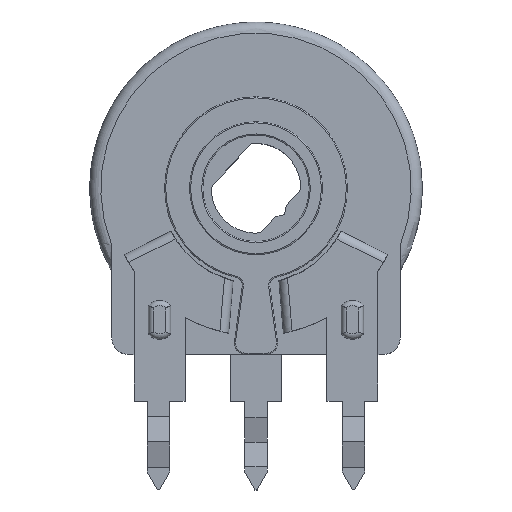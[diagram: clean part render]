
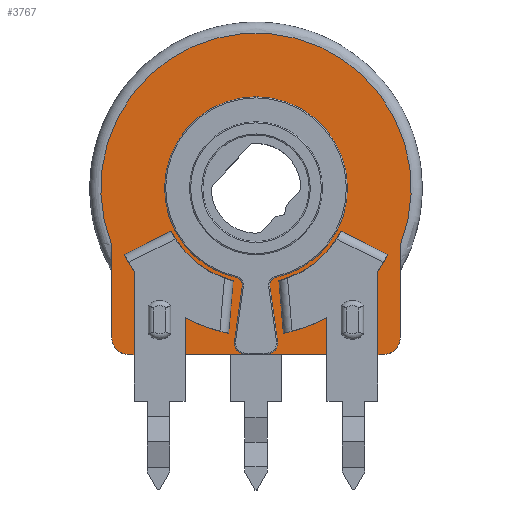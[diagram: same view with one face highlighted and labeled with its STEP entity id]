
A CAD part, top view. The second image highlights one B-rep face of the part: STEP entity #3767.
In plain terms, the highlighted planar face has unit normal (0, 0, 1).
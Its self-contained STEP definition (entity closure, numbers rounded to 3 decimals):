
#183=LINE('',#5094,#455);
#191=LINE('',#5112,#463);
#196=LINE('',#5123,#468);
#198=LINE('',#5127,#470);
#221=LINE('',#5204,#493);
#222=LINE('',#5218,#494);
#223=LINE('',#5234,#495);
#224=LINE('',#5248,#496);
#225=LINE('',#5252,#497);
#227=LINE('',#5255,#499);
#228=LINE('',#5257,#500);
#230=LINE('',#5259,#502);
#236=LINE('',#5283,#508);
#237=LINE('',#5291,#509);
#238=LINE('',#5296,#510);
#239=LINE('',#5300,#511);
#455=VECTOR('',#4275,1000.);
#463=VECTOR('',#4285,1000.);
#468=VECTOR('',#4292,1000.);
#470=VECTOR('',#4296,1000.);
#493=VECTOR('',#4349,1000.);
#494=VECTOR('',#4356,1000.);
#495=VECTOR('',#4367,1000.);
#496=VECTOR('',#4374,1000.);
#497=VECTOR('',#4381,1000.);
#499=VECTOR('',#4383,1000.);
#500=VECTOR('',#4384,1000.);
#502=VECTOR('',#4386,1000.);
#508=VECTOR('',#4410,1000.);
#509=VECTOR('',#4417,1000.);
#510=VECTOR('',#4422,1000.);
#511=VECTOR('',#4425,1000.);
#894=ORIENTED_EDGE('',*,*,#1547,.T.);
#895=ORIENTED_EDGE('',*,*,#1608,.T.);
#896=ORIENTED_EDGE('',*,*,#1620,.T.);
#897=ORIENTED_EDGE('',*,*,#1621,.T.);
#898=ORIENTED_EDGE('',*,*,#1622,.F.);
#899=ORIENTED_EDGE('',*,*,#1623,.T.);
#900=ORIENTED_EDGE('',*,*,#1624,.F.);
#901=ORIENTED_EDGE('',*,*,#1625,.T.);
#902=ORIENTED_EDGE('',*,*,#1626,.F.);
#903=ORIENTED_EDGE('',*,*,#1627,.T.);
#904=ORIENTED_EDGE('',*,*,#1628,.F.);
#905=ORIENTED_EDGE('',*,*,#1607,.F.);
#906=ORIENTED_EDGE('',*,*,#1554,.T.);
#907=ORIENTED_EDGE('',*,*,#1604,.T.);
#908=ORIENTED_EDGE('',*,*,#1603,.T.);
#909=ORIENTED_EDGE('',*,*,#1600,.T.);
#910=ORIENTED_EDGE('',*,*,#1599,.T.);
#911=ORIENTED_EDGE('',*,*,#1596,.T.);
#912=ORIENTED_EDGE('',*,*,#1552,.T.);
#913=ORIENTED_EDGE('',*,*,#1605,.F.);
#914=ORIENTED_EDGE('',*,*,#1614,.F.);
#915=ORIENTED_EDGE('',*,*,#1629,.F.);
#916=ORIENTED_EDGE('',*,*,#1630,.T.);
#917=ORIENTED_EDGE('',*,*,#1631,.T.);
#918=ORIENTED_EDGE('',*,*,#1617,.T.);
#919=ORIENTED_EDGE('',*,*,#1610,.T.);
#920=ORIENTED_EDGE('',*,*,#1539,.T.);
#921=ORIENTED_EDGE('',*,*,#1595,.T.);
#922=ORIENTED_EDGE('',*,*,#1594,.T.);
#923=ORIENTED_EDGE('',*,*,#1591,.T.);
#924=ORIENTED_EDGE('',*,*,#1590,.T.);
#925=ORIENTED_EDGE('',*,*,#1587,.T.);
#1539=EDGE_CURVE('',#1920,#1921,#183,.T.);
#1547=EDGE_CURVE('',#1929,#1928,#191,.T.);
#1552=EDGE_CURVE('',#1934,#1933,#196,.T.);
#1554=EDGE_CURVE('',#1935,#1936,#198,.T.);
#1587=EDGE_CURVE('',#1964,#1929,#2140,.T.);
#1590=EDGE_CURVE('',#1965,#1964,#221,.T.);
#1591=EDGE_CURVE('',#1966,#1965,#2141,.T.);
#1594=EDGE_CURVE('',#1967,#1966,#222,.T.);
#1595=EDGE_CURVE('',#1921,#1967,#2142,.T.);
#1596=EDGE_CURVE('',#1968,#1934,#2143,.T.);
#1599=EDGE_CURVE('',#1969,#1968,#223,.T.);
#1600=EDGE_CURVE('',#1970,#1969,#2144,.T.);
#1603=EDGE_CURVE('',#1971,#1970,#224,.T.);
#1604=EDGE_CURVE('',#1936,#1971,#2145,.T.);
#1605=EDGE_CURVE('',#1972,#1933,#225,.T.);
#1607=EDGE_CURVE('',#1935,#1973,#227,.T.);
#1608=EDGE_CURVE('',#1928,#1973,#228,.T.);
#1610=EDGE_CURVE('',#1974,#1920,#230,.T.);
#1614=EDGE_CURVE('',#1977,#1972,#2146,.T.);
#1617=EDGE_CURVE('',#1979,#1974,#2148,.T.);
#1620=EDGE_CURVE('',#1973,#1981,#2150,.T.);
#1621=EDGE_CURVE('',#1981,#1982,#2151,.F.);
#1622=EDGE_CURVE('',#1983,#1982,#236,.T.);
#1623=EDGE_CURVE('',#1983,#1984,#2152,.T.);
#1624=EDGE_CURVE('',#1985,#1984,#2153,.T.);
#1625=EDGE_CURVE('',#1985,#1986,#2154,.T.);
#1626=EDGE_CURVE('',#1987,#1986,#237,.T.);
#1627=EDGE_CURVE('',#1987,#1988,#2155,.F.);
#1628=EDGE_CURVE('',#1973,#1988,#2156,.T.);
#1629=EDGE_CURVE('',#1989,#1977,#238,.T.);
#1630=EDGE_CURVE('',#1989,#1990,#2157,.T.);
#1631=EDGE_CURVE('',#1990,#1979,#239,.T.);
#1920=VERTEX_POINT('',#5095);
#1921=VERTEX_POINT('',#5096);
#1928=VERTEX_POINT('',#5111);
#1929=VERTEX_POINT('',#5113);
#1933=VERTEX_POINT('',#5122);
#1934=VERTEX_POINT('',#5124);
#1935=VERTEX_POINT('',#5128);
#1936=VERTEX_POINT('',#5129);
#1964=VERTEX_POINT('',#5193);
#1965=VERTEX_POINT('',#5203);
#1966=VERTEX_POINT('',#5207);
#1967=VERTEX_POINT('',#5217);
#1968=VERTEX_POINT('',#5223);
#1969=VERTEX_POINT('',#5233);
#1970=VERTEX_POINT('',#5237);
#1971=VERTEX_POINT('',#5247);
#1972=VERTEX_POINT('',#5253);
#1973=VERTEX_POINT('',#5256);
#1974=VERTEX_POINT('',#5260);
#1977=VERTEX_POINT('',#5268);
#1979=VERTEX_POINT('',#5274);
#1981=VERTEX_POINT('',#5280);
#1982=VERTEX_POINT('',#5282);
#1983=VERTEX_POINT('',#5284);
#1984=VERTEX_POINT('',#5286);
#1985=VERTEX_POINT('',#5288);
#1986=VERTEX_POINT('',#5290);
#1987=VERTEX_POINT('',#5292);
#1988=VERTEX_POINT('',#5294);
#1989=VERTEX_POINT('',#5297);
#1990=VERTEX_POINT('',#5299);
#2140=CIRCLE('',#3931,6.65);
#2141=CIRCLE('',#3934,4.3);
#2142=CIRCLE('',#3937,6.65);
#2143=CIRCLE('',#3939,6.65);
#2144=CIRCLE('',#3942,4.3);
#2145=CIRCLE('',#3945,6.65);
#2146=CIRCLE('',#3948,0.75);
#2148=CIRCLE('',#3951,0.75);
#2150=CIRCLE('',#3954,7.5);
#2151=CIRCLE('',#3955,0.5);
#2152=CIRCLE('',#3956,0.35);
#2153=CIRCLE('',#3957,4.125);
#2154=CIRCLE('',#3958,0.35);
#2155=CIRCLE('',#3959,0.5);
#2156=CIRCLE('',#3960,7.5);
#2157=CIRCLE('',#3961,7.);
#2269=EDGE_LOOP('',(#894,#895,#896,#897,#898,#899,#900,#901,#902,#903,#904,
#905,#906,#907,#908,#909,#910,#911,#912,#913,#914,#915,#916,#917,#918,#919,
#920,#921,#922,#923,#924,#925));
#2438=FACE_BOUND('',#2269,.T.);
#2591=PLANE('',#3953);
#3767=ADVANCED_FACE('',(#2438),#2591,.T.);
#3931=AXIS2_PLACEMENT_3D('',#5192,#4345,#4346);
#3934=AXIS2_PLACEMENT_3D('',#5206,#4352,#4353);
#3937=AXIS2_PLACEMENT_3D('',#5220,#4359,#4360);
#3939=AXIS2_PLACEMENT_3D('',#5222,#4363,#4364);
#3942=AXIS2_PLACEMENT_3D('',#5236,#4370,#4371);
#3945=AXIS2_PLACEMENT_3D('',#5250,#4377,#4378);
#3948=AXIS2_PLACEMENT_3D('',#5267,#4392,#4393);
#3951=AXIS2_PLACEMENT_3D('',#5273,#4399,#4400);
#3953=AXIS2_PLACEMENT_3D('',#5278,#4404,#4405);
#3954=AXIS2_PLACEMENT_3D('',#5279,#4406,#4407);
#3955=AXIS2_PLACEMENT_3D('',#5281,#4408,#4409);
#3956=AXIS2_PLACEMENT_3D('',#5285,#4411,#4412);
#3957=AXIS2_PLACEMENT_3D('',#5287,#4413,#4414);
#3958=AXIS2_PLACEMENT_3D('',#5289,#4415,#4416);
#3959=AXIS2_PLACEMENT_3D('',#5293,#4418,#4419);
#3960=AXIS2_PLACEMENT_3D('',#5295,#4420,#4421);
#3961=AXIS2_PLACEMENT_3D('',#5298,#4423,#4424);
#4275=DIRECTION('',(0.,1.,0.));
#4285=DIRECTION('',(0.,-1.,0.));
#4292=DIRECTION('',(0.,-1.,0.));
#4296=DIRECTION('',(0.,1.,0.));
#4345=DIRECTION('',(0.,0.,-1.));
#4346=DIRECTION('',(1.,0.,0.));
#4349=DIRECTION('',(-0.087,-0.996,0.));
#4352=DIRECTION('',(0.,0.,1.));
#4353=DIRECTION('',(1.,0.,0.));
#4356=DIRECTION('',(0.893,0.451,0.));
#4359=DIRECTION('',(0.,0.,-1.));
#4360=DIRECTION('',(1.,0.,0.));
#4363=DIRECTION('',(0.,0.,-1.));
#4364=DIRECTION('',(1.,0.,0.));
#4367=DIRECTION('',(0.893,-0.451,0.));
#4370=DIRECTION('',(0.,0.,1.));
#4371=DIRECTION('',(1.,0.,0.));
#4374=DIRECTION('',(-0.087,0.996,0.));
#4377=DIRECTION('',(0.,0.,-1.));
#4378=DIRECTION('',(1.,0.,0.));
#4381=DIRECTION('',(-1.,0.,0.));
#4383=DIRECTION('',(-1.,0.,0.));
#4384=DIRECTION('',(1.,0.,0.));
#4386=DIRECTION('',(1.,0.,0.));
#4392=DIRECTION('',(0.,0.,-1.));
#4393=DIRECTION('',(0.139,0.99,0.));
#4399=DIRECTION('',(0.,0.,1.));
#4400=DIRECTION('',(0.139,0.99,0.));
#4404=DIRECTION('',(0.,0.,1.));
#4405=DIRECTION('',(1.,0.,0.));
#4406=DIRECTION('',(0.,0.,-1.));
#4407=DIRECTION('',(0.139,0.99,0.));
#4408=DIRECTION('',(0.,0.,1.));
#4409=DIRECTION('',(1.,0.,0.));
#4410=DIRECTION('',(-0.139,-0.99,0.));
#4411=DIRECTION('',(0.,0.,1.));
#4412=DIRECTION('',(1.,0.,0.));
#4413=DIRECTION('',(0.,0.,1.));
#4414=DIRECTION('',(0.,-1.,0.));
#4415=DIRECTION('',(0.,0.,1.));
#4416=DIRECTION('',(1.,0.,0.));
#4417=DIRECTION('',(-0.139,0.99,0.));
#4418=DIRECTION('',(0.,0.,1.));
#4419=DIRECTION('',(1.,0.,0.));
#4420=DIRECTION('',(0.,0.,1.));
#4421=DIRECTION('',(0.139,0.99,0.));
#4422=DIRECTION('',(0.,-1.,0.));
#4423=DIRECTION('',(0.,0.,1.));
#4424=DIRECTION('',(1.,0.,0.));
#4425=DIRECTION('',(0.,-1.,0.));
#5094=CARTESIAN_POINT('',(-5.5,-3.738,5.));
#5095=CARTESIAN_POINT('',(-5.5,-7.5,5.));
#5096=CARTESIAN_POINT('',(-5.5,-3.738,5.));
#5111=CARTESIAN_POINT('',(-3.2,-7.5,5.));
#5112=CARTESIAN_POINT('',(-3.2,-10.4,5.));
#5113=CARTESIAN_POINT('',(-3.2,-5.829,5.));
#5122=CARTESIAN_POINT('',(5.5,-7.5,5.));
#5123=CARTESIAN_POINT('',(5.5,-10.,5.));
#5124=CARTESIAN_POINT('',(5.5,-3.738,5.));
#5127=CARTESIAN_POINT('',(3.2,-7.5,5.));
#5128=CARTESIAN_POINT('',(3.2,-7.5,5.));
#5129=CARTESIAN_POINT('',(3.2,-5.829,5.));
#5192=CARTESIAN_POINT('',(0.,0.,5.));
#5193=CARTESIAN_POINT('',(-1.236,-6.534,5.));
#5203=CARTESIAN_POINT('',(-1.03,-4.175,5.));
#5204=CARTESIAN_POINT('',(-1.03,-4.175,5.));
#5206=CARTESIAN_POINT('',(0.,0.,5.));
#5207=CARTESIAN_POINT('',(-3.839,-1.938,5.));
#5217=CARTESIAN_POINT('',(-5.937,-2.997,5.));
#5218=CARTESIAN_POINT('',(-3.839,-1.938,5.));
#5220=CARTESIAN_POINT('',(0.,0.,5.));
#5222=CARTESIAN_POINT('',(0.,0.,5.));
#5223=CARTESIAN_POINT('',(5.937,-2.997,5.));
#5233=CARTESIAN_POINT('',(3.839,-1.938,5.));
#5234=CARTESIAN_POINT('',(3.839,-1.938,5.));
#5236=CARTESIAN_POINT('',(0.,0.,5.));
#5237=CARTESIAN_POINT('',(1.03,-4.175,5.));
#5247=CARTESIAN_POINT('',(1.236,-6.534,5.));
#5248=CARTESIAN_POINT('',(1.03,-4.175,5.));
#5250=CARTESIAN_POINT('',(0.,0.,5.));
#5252=CARTESIAN_POINT('',(0.,-7.5,5.));
#5253=CARTESIAN_POINT('',(5.75,-7.5,5.));
#5255=CARTESIAN_POINT('',(0.,-7.5,5.));
#5256=CARTESIAN_POINT('',(0.,-7.5,5.));
#5257=CARTESIAN_POINT('',(0.,-7.5,5.));
#5259=CARTESIAN_POINT('',(0.,-7.5,5.));
#5260=CARTESIAN_POINT('',(-5.75,-7.5,5.));
#5267=CARTESIAN_POINT('',(5.75,-6.75,5.));
#5268=CARTESIAN_POINT('',(6.5,-6.75,5.));
#5273=CARTESIAN_POINT('',(-5.75,-6.75,5.));
#5274=CARTESIAN_POINT('',(-6.5,-6.75,5.));
#5278=CARTESIAN_POINT('',(0.,-7.427,5.));
#5279=CARTESIAN_POINT('',(0.,0.,5.));
#5280=CARTESIAN_POINT('',(-0.511,-7.483,5.));
#5281=CARTESIAN_POINT('',(-0.477,-6.984,5.));
#5282=CARTESIAN_POINT('',(-0.972,-6.914,5.));
#5283=CARTESIAN_POINT('',(-0.574,-4.085,5.));
#5284=CARTESIAN_POINT('',(-0.621,-4.418,5.));
#5285=CARTESIAN_POINT('',(-0.967,-4.369,5.));
#5286=CARTESIAN_POINT('',(-0.892,-4.027,5.));
#5287=CARTESIAN_POINT('',(0.,0.,5.));
#5288=CARTESIAN_POINT('',(0.892,-4.027,5.));
#5289=CARTESIAN_POINT('',(0.967,-4.369,5.));
#5290=CARTESIAN_POINT('',(0.621,-4.418,5.));
#5291=CARTESIAN_POINT('',(0.574,-4.085,5.));
#5292=CARTESIAN_POINT('',(0.972,-6.914,5.));
#5293=CARTESIAN_POINT('',(0.477,-6.984,5.));
#5294=CARTESIAN_POINT('',(0.511,-7.483,5.));
#5295=CARTESIAN_POINT('',(0.,0.,5.));
#5296=CARTESIAN_POINT('',(6.5,-6.75,5.));
#5297=CARTESIAN_POINT('',(6.5,-2.598,5.));
#5298=CARTESIAN_POINT('',(0.,0.,5.));
#5299=CARTESIAN_POINT('',(-6.5,-2.598,5.));
#5300=CARTESIAN_POINT('',(-6.5,-6.75,5.));
